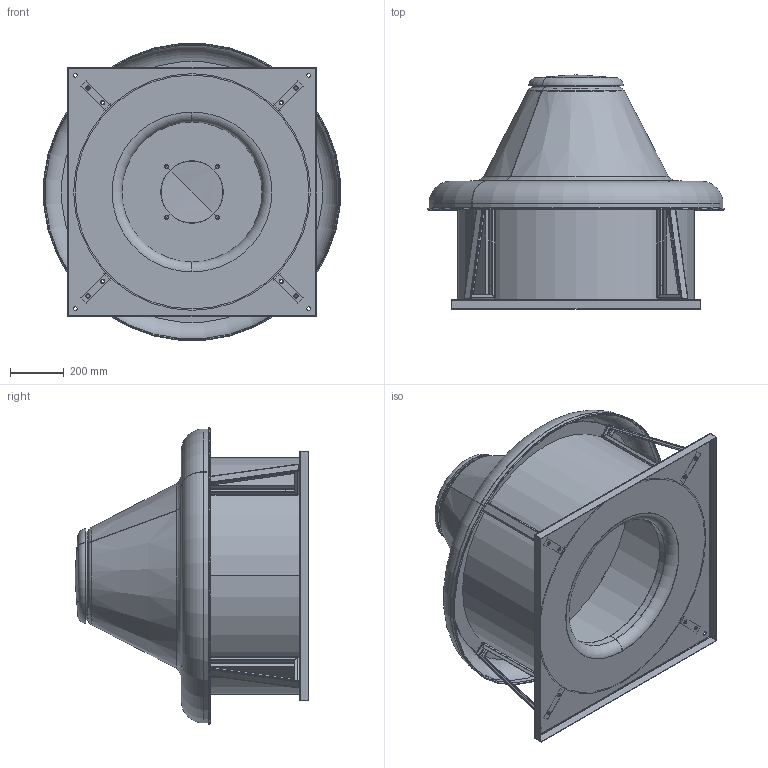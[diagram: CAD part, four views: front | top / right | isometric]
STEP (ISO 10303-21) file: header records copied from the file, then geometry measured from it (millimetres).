
FILE_DESCRIPTION (( 'STEP AP203' ), '1' );
FILE_NAME ('FC-AT 80.STEP', '2022-03-09T13:19:41', ( '' ), ( '' ), 'SwSTEP 2.0', 'SolidWorks 2018', '' );
FILE_SCHEMA (( 'CONFIG_CONTROL_DESIGN' ));
Length unit declared in the file: millimetre
Products named in the file (14): FC-AT 80.STEP; I_Staffa sostegno rete FC 80.STEP; K702_Staffa rinforzo portamotore piatto FC 80.STEP; E321.STEP; I_Rinforzo staffa sostegno rete FC 80 versione 2.STEP; FC-AT 80; I_Staffa sostegno rete FC 80-0.STEP; E320.STEP; E296.STEP; H430_5BA8011_BASE FC 80.STEP; Rete 80.STEP; E469_5CO1503-CAPPELLO ALL 63-71-75-80.STEP; K700_8PM2106_Portamotore FC80_Gr132 Rinf.STEP; K701_Portamotore piatto FC80.STEP
Assembly tree (22 placements, depth 4):
  FC-AT 80
    FC-AT 80.STEP
      I_Staffa sostegno rete FC 80.STEP  x4
        I_Staffa sostegno rete FC 80-0.STEP
        I_Rinforzo staffa sostegno rete FC 80 versione 2.STEP
      K700_8PM2106_Portamotore FC80_Gr132 Rinf.STEP
        K701_Portamotore piatto FC80.STEP
        K702_Staffa rinforzo portamotore piatto FC 80.STEP  x4
      E469_5CO1503-CAPPELLO ALL 63-71-75-80.STEP
        E296.STEP
        E320.STEP
        E321.STEP  x4
      H430_5BA8011_BASE FC 80.STEP
      Rete 80.STEP
Bounding box: 1105.78 x 871.67 x 1105.78 mm (x, y, z)
Volume: 14710144.8 mm3; surface area: 9257547.5 mm2
Topology: 21 solids, 21 shells, 910 faces, 2164 edges, 1286 vertices
Faces by surface type: plane 478, cylinder 332, bspline 56, torus 36, cone 4, sphere 4
Entity records: 15161 total; most frequent: CARTESIAN_POINT 4287, DIRECTION 1967, ORIENTED_EDGE 1850, EDGE_CURVE 925, AXIS2_PLACEMENT_3D 734, VERTEX_POINT 558, LINE 499, VECTOR 499
